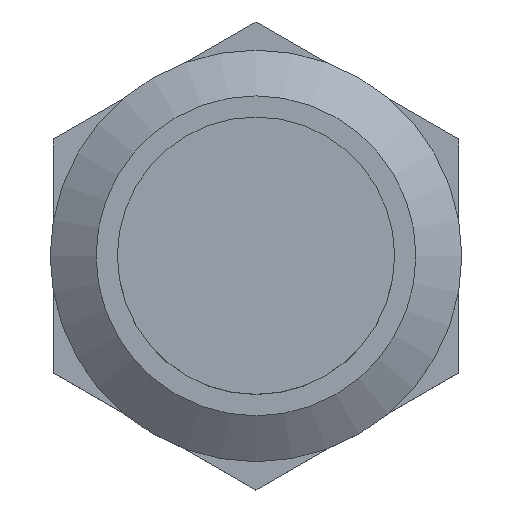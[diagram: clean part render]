
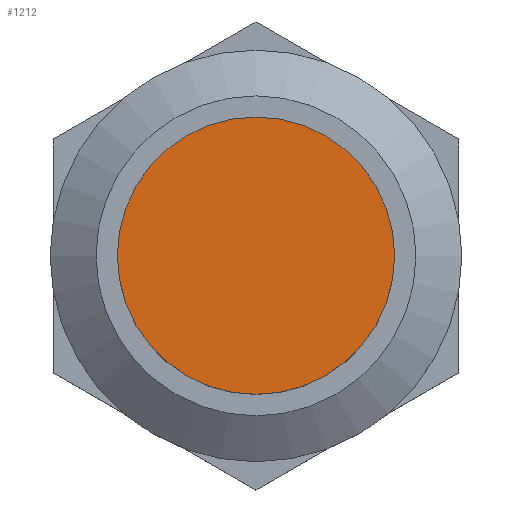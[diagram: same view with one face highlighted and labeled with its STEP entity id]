
A CAD part, top view. The second image highlights one B-rep face of the part: STEP entity #1212.
In plain terms, the highlighted planar face has unit normal (0, 0, 1).
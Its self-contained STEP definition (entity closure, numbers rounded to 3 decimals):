
#67=PLANE('',#1345);
#123=FACE_OUTER_BOUND('',#193,.T.);
#193=EDGE_LOOP('',(#957));
#246=CIRCLE('',#1343,6.5);
#550=VERTEX_POINT('',#4390);
#695=EDGE_CURVE('',#550,#550,#246,.T.);
#957=ORIENTED_EDGE('',*,*,#695,.T.);
#1212=ADVANCED_FACE('',(#123),#67,.T.);
#1343=AXIS2_PLACEMENT_3D('',#4391,#1512,#1513);
#1345=AXIS2_PLACEMENT_3D('',#4395,#1517,#1518);
#1512=DIRECTION('center_axis',(0.,0.,1.));
#1513=DIRECTION('ref_axis',(-1.,0.,0.));
#1517=DIRECTION('center_axis',(0.,0.,1.));
#1518=DIRECTION('ref_axis',(-1.,0.,0.));
#4390=CARTESIAN_POINT('',(6.5,0.,7.));
#4391=CARTESIAN_POINT('Origin',(0.,0.,7.));
#4395=CARTESIAN_POINT('Origin',(0.,0.,7.));
